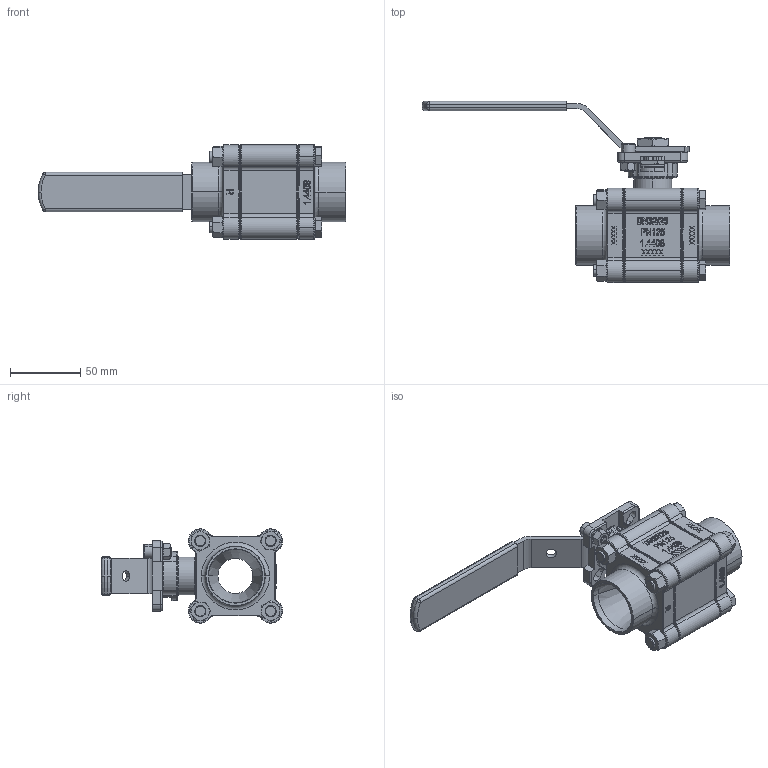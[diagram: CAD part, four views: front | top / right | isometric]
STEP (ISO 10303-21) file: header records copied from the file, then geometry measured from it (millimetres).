
FILE_DESCRIPTION (( 'STEP AP214' ), '1' );
FILE_NAME ('2706D.702R Typ A27D DN32 RB ISO.STEP', '2019-07-19T07:03:56', ( '' ), ( '' ), 'SwSTEP 2.0', 'SolidWorks 2017', '' );
FILE_SCHEMA (( 'AUTOMOTIVE_DESIGN' ));
Length unit declared in the file: millimetre
Products named in the file (1): 2706D.702R Typ A27D DN32 RB ISO
Bounding box: 219.45 x 129.21 x 67.2 mm (x, y, z)
Volume: 237031.7 mm3; surface area: 115578.4 mm2
Topology: 24 solids, 24 shells, 1378 faces, 3727 edges, 2442 vertices
Faces by surface type: plane 467, cylinder 367, cone 197, bspline 172, torus 169, sphere 6
Entity records: 70198 total; most frequent: CARTESIAN_POINT 21325, ORIENTED_EDGE 7346, DIRECTION 6450, EDGE_CURVE 3673, VERTEX_POINT 2442, AXIS2_PLACEMENT_3D 2402, VECTOR 1646, LINE 1646
